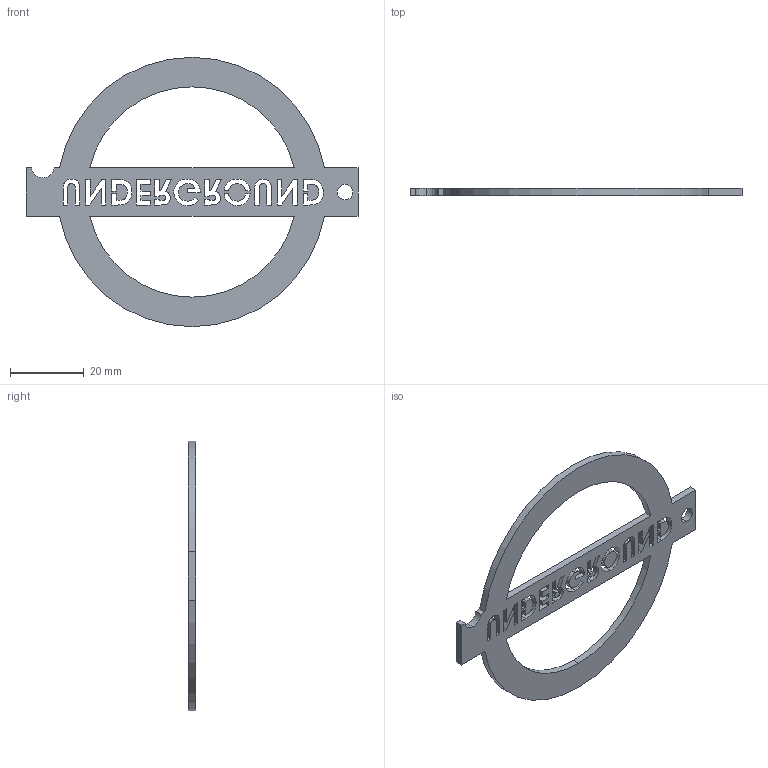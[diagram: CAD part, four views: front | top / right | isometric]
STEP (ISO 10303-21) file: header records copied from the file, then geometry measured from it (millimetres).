
FILE_DESCRIPTION (( 'STEP AP214' ), '1' );
FILE_NAME ('Crochet.STEP', '2021-08-31T02:49:07', ( '' ), ( '' ), 'SwSTEP 2.0', 'SolidWorks 2020', '' );
FILE_SCHEMA (( 'AUTOMOTIVE_DESIGN' ));
Length unit declared in the file: millimetre
Products named in the file (1): Crochet
Bounding box: 90 x 2 x 73 mm (x, y, z)
Volume: 4695.5 mm3; surface area: 6573 mm2
Topology: 1 solids, 1 shells, 169 faces, 501 edges, 334 vertices
Faces by surface type: plane 114, bspline 45, cylinder 10
Entity records: 8691 total; most frequent: CARTESIAN_POINT 4362, ORIENTED_EDGE 1002, DIRECTION 681, EDGE_CURVE 501, LINE 391, VECTOR 391, VERTEX_POINT 334, EDGE_LOOP 199
